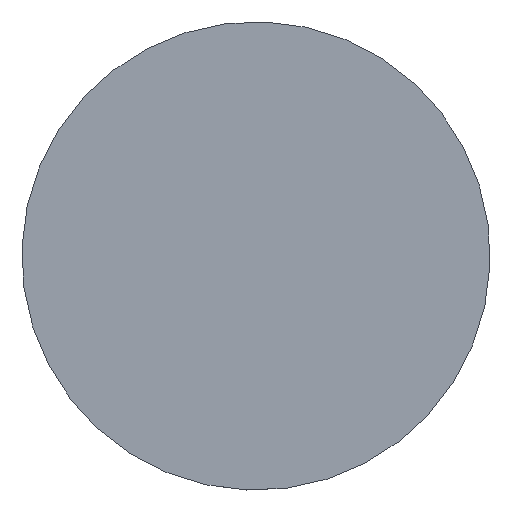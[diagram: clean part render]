
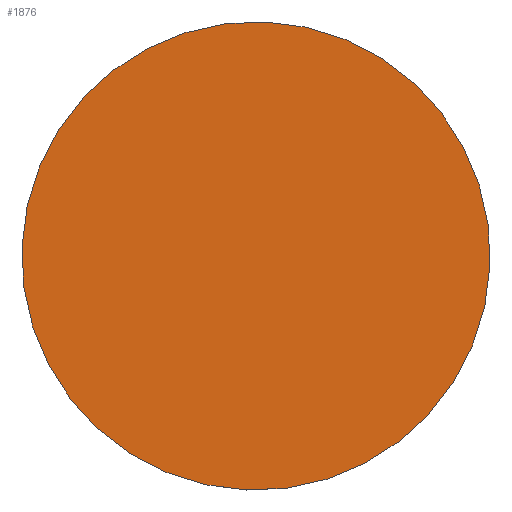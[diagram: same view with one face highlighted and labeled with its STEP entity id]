
A CAD part, top view. The second image highlights one B-rep face of the part: STEP entity #1876.
In plain terms, the highlighted planar face has unit normal (0, 0, 1).
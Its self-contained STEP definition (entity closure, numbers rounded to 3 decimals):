
#27=PLANE('',#2003);
#144=FACE_OUTER_BOUND('',#249,.T.);
#249=EDGE_LOOP('',(#1662));
#473=CIRCLE('',#2001,278.);
#813=VERTEX_POINT('',#9070);
#1103=EDGE_CURVE('',#813,#813,#473,.F.);
#1662=ORIENTED_EDGE('',*,*,#1103,.T.);
#1876=ADVANCED_FACE('',(#144),#27,.T.);
#2001=AXIS2_PLACEMENT_3D('',#9071,#2321,#2322);
#2003=AXIS2_PLACEMENT_3D('',#9075,#2326,#2327);
#2321=DIRECTION('center_axis',(0.,0.,-1.));
#2322=DIRECTION('ref_axis',(-0.792,-0.611,0.));
#2326=DIRECTION('center_axis',(0.,0.,1.));
#2327=DIRECTION('ref_axis',(-1.,0.,0.));
#9070=CARTESIAN_POINT('',(220.085,169.842,1105.));
#9071=CARTESIAN_POINT('Origin',(0.,0.,1105.));
#9075=CARTESIAN_POINT('Origin',(0.,1.5,1105.));
